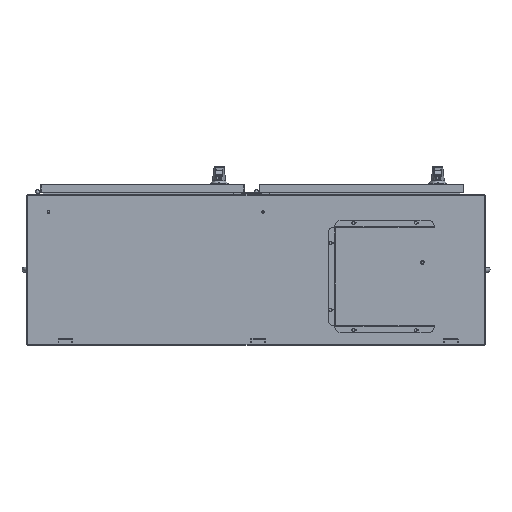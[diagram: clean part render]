
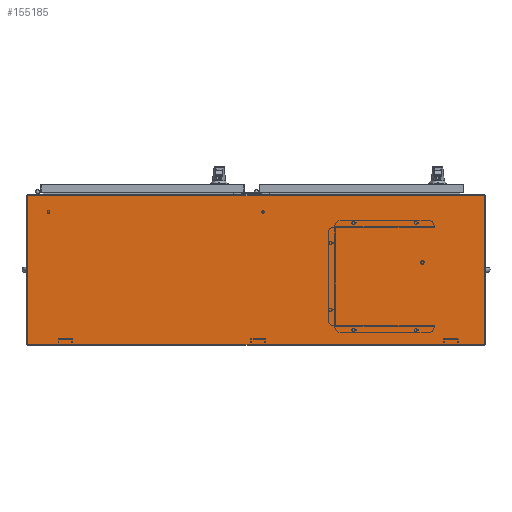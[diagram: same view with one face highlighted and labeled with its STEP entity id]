
A CAD part, front view. The second image highlights one B-rep face of the part: STEP entity #155185.
In plain terms, the highlighted face is planar.
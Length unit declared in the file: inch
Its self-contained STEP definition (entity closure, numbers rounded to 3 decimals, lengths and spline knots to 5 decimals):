
#9518 = DIRECTION ( 'NONE',  ( -1., 0., 0. ) ) ;
#12638 = VECTOR ( 'NONE', #65056, 39.37008 ) ;
#14399 = EDGE_CURVE ( 'NONE', #96999, #126268, #43789, .T. ) ;
#14568 = PLANE ( 'NONE',  #30116 ) ;
#16410 = CARTESIAN_POINT ( 'NONE',  ( 0., -17.887, -0.095 ) ) ;
#22897 = VECTOR ( 'NONE', #140302, 39.37008 ) ;
#24547 = CARTESIAN_POINT ( 'NONE',  ( 54.81, 0., -0.095 ) ) ;
#25801 = VECTOR ( 'NONE', #9518, 39.37008 ) ;
#30116 = AXIS2_PLACEMENT_3D ( 'NONE', #44059, #112936, #84700 ) ;
#43789 = LINE ( 'NONE', #70172, #182243 ) ;
#44059 = CARTESIAN_POINT ( 'NONE',  ( 0., 0., -0.095 ) ) ;
#46257 = CARTESIAN_POINT ( 'NONE',  ( 0., 0., -0.095 ) ) ;
#47520 = VERTEX_POINT ( 'NONE', #46257 ) ;
#50141 = ORIENTED_EDGE ( 'NONE', *, *, #116781, .F. ) ;
#50217 = ORIENTED_EDGE ( 'NONE', *, *, #143456, .F. ) ;
#55356 = DIRECTION ( 'NONE',  ( 0., 1., 0. ) ) ;
#62655 = ORIENTED_EDGE ( 'NONE', *, *, #169153, .F. ) ;
#65056 = DIRECTION ( 'NONE',  ( 0., -1., 0. ) ) ;
#65236 = ORIENTED_EDGE ( 'NONE', *, *, #14399, .F. ) ;
#67237 = CARTESIAN_POINT ( 'NONE',  ( 0., -17.887, -0.095 ) ) ;
#70172 = CARTESIAN_POINT ( 'NONE',  ( 54.81, 0., -0.095 ) ) ;
#84700 = DIRECTION ( 'NONE',  ( 0., -1., 0. ) ) ;
#91823 = LINE ( 'NONE', #149585, #25801 ) ;
#92590 = EDGE_LOOP ( 'NONE', ( #50217, #62655, #50141, #65236 ) ) ;
#96999 = VERTEX_POINT ( 'NONE', #175456 ) ;
#110948 = LINE ( 'NONE', #67237, #22897 ) ;
#112936 = DIRECTION ( 'NONE',  ( 0., 0., 1. ) ) ;
#116781 = EDGE_CURVE ( 'NONE', #126268, #47520, #91823, .T. ) ;
#126268 = VERTEX_POINT ( 'NONE', #24547 ) ;
#132734 = CARTESIAN_POINT ( 'NONE',  ( 0., 0., -0.095 ) ) ;
#140302 = DIRECTION ( 'NONE',  ( 1., 0., 0. ) ) ;
#143456 = EDGE_CURVE ( 'NONE', #171278, #96999, #110948, .T. ) ;
#149585 = CARTESIAN_POINT ( 'NONE',  ( 0., 0., -0.095 ) ) ;
#154172 = FACE_OUTER_BOUND ( 'NONE', #92590, .T. ) ;
#155185 = ADVANCED_FACE ( 'NONE', ( #154172 ), #14568, .F. ) ;
#162090 = LINE ( 'NONE', #132734, #12638 ) ;
#169153 = EDGE_CURVE ( 'NONE', #47520, #171278, #162090, .T. ) ;
#171278 = VERTEX_POINT ( 'NONE', #16410 ) ;
#175456 = CARTESIAN_POINT ( 'NONE',  ( 54.81, -17.887, -0.095 ) ) ;
#182243 = VECTOR ( 'NONE', #55356, 39.37008 ) ;
